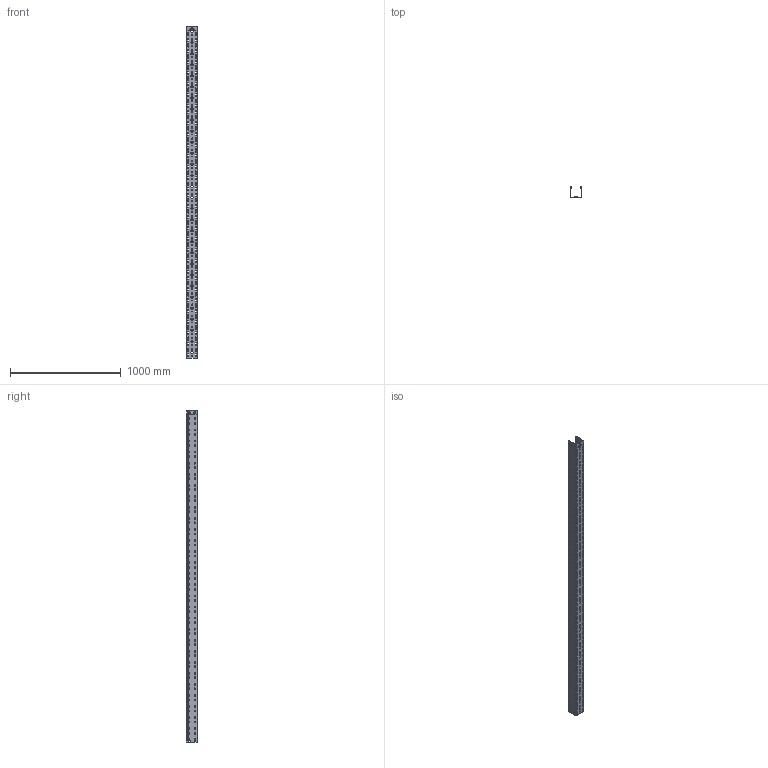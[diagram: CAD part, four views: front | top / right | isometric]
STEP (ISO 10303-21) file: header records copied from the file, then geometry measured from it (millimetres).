
FILE_DESCRIPTION(/* description */ (''),/* implementation_level */ '2;1');
FILE_NAME(/* name */ 'LPplus100x100x1.0x3000.ipt.stp',/* time_stamp */ '2023-05-26T12:30:50+03:00',/* author */ ('Ртищев А.О.'),/* organization */ (''),/* preprocessor_version */ 'ST-DEVELOPER v19.2',/* originating_system */ 'Autodesk Inventor 2023',/* authorisation */ '');
FILE_SCHEMA (('AUTOMOTIVE_DESIGN { 1 0 10303 214 3 1 1 }'));
Products named in the file (1): LPplus
Bounding box: 99.95 x 101.5 x 3000 mm (x, y, z)
Volume: 922040.7 mm3; surface area: 1873542.9 mm2
Topology: 1 solids, 1 shells, 1961 faces, 5801 edges, 3838 vertices
Faces by surface type: cylinder 980, plane 949, bspline 32
Full cylindrical faces by diameter (mm): 20 x29
Entity records: 69943 total; most frequent: CARTESIAN_POINT 11939, DIRECTION 11641, ORIENTED_EDGE 11602, EDGE_CURVE 5801, AXIS2_PLACEMENT_3D 3924, VERTEX_POINT 3838, LINE 3793, VECTOR 3793
